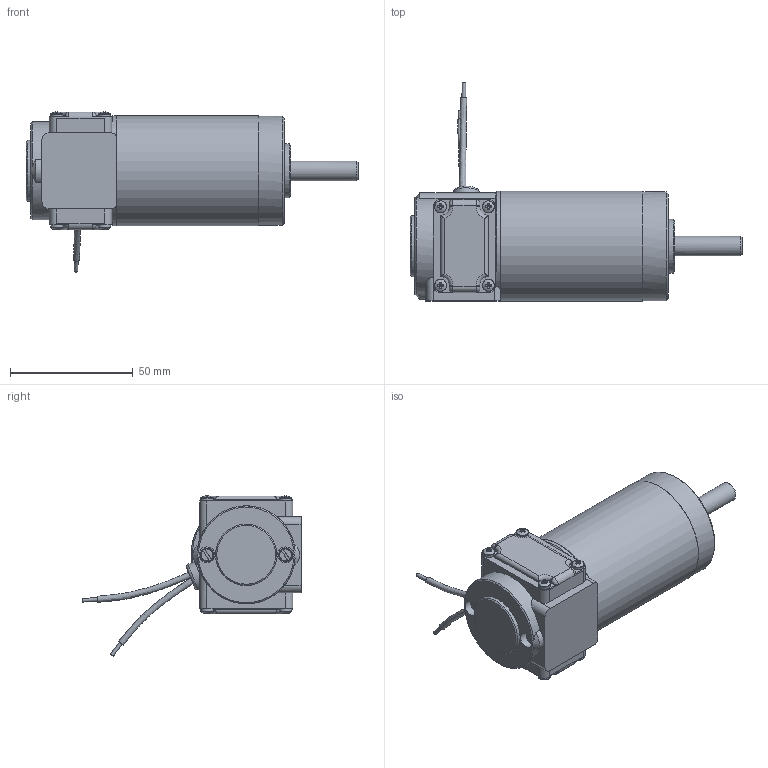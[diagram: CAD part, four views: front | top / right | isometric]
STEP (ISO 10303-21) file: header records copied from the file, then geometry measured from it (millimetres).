
FILE_DESCRIPTION (( 'STEP AP203' ), '1' );
FILE_NAME ('GNM2636A.STEP', '2019-11-21T14:20:11', ( '' ), ( '' ), 'SwSTEP 2.0', 'SolidWorks 2019', '' );
FILE_SCHEMA (( 'CONFIG_CONTROL_DESIGN' ));
Length unit declared in the file: millimetre
Products named in the file (1): GNM2636A
Bounding box: 135.5 x 89.23 x 65.35 mm (x, y, z)
Volume: 173620.7 mm3; surface area: 21955 mm2
Topology: 1 solids, 1 shells, 426 faces, 1027 edges, 621 vertices
Faces by surface type: plane 235, cone 83, cylinder 68, torus 29, sphere 9, bspline 2
Full cylindrical faces by diameter (mm): 1.5 x2, 2.5 x4, 5 x8, 5.5 x2, 6.5 x2, 8 x1, 9 x1, 11 x1, 22 x1, 25 x1, 44.6 x1, 44.994 x1, 45 x1
Entity records: 12788 total; most frequent: CARTESIAN_POINT 3252, DIRECTION 2065, ORIENTED_EDGE 1886, EDGE_CURVE 943, AXIS2_PLACEMENT_3D 862, VERTEX_POINT 595, EDGE_LOOP 502, FACE_OUTER_BOUND 463
